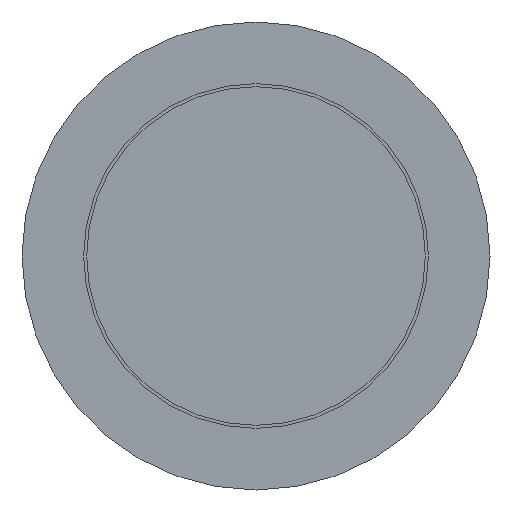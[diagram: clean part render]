
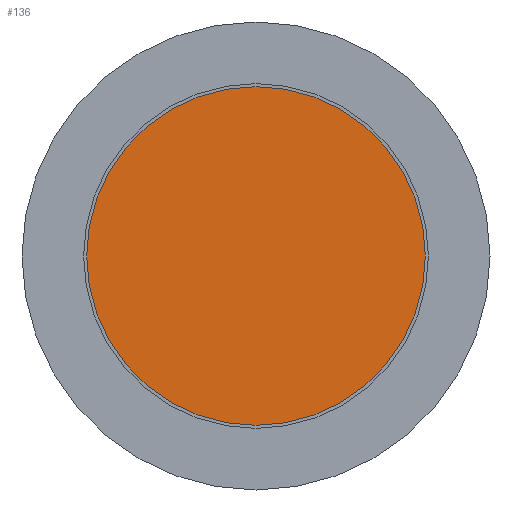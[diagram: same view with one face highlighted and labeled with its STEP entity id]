
A CAD part, front view. The second image highlights one B-rep face of the part: STEP entity #136.
In plain terms, the highlighted planar face has unit normal (0, -1, 0).
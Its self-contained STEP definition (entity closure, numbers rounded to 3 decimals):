
#78 = ORIENTED_EDGE ( 'NONE', *, *, #386, .T. ) ;
#108 = VERTEX_POINT ( 'NONE', #143 ) ;
#136 = ADVANCED_FACE ( 'NONE', ( #305 ), #478, .F. ) ;
#143 = CARTESIAN_POINT ( 'NONE',  ( 0., 0., -13.75 ) ) ;
#178 = CARTESIAN_POINT ( 'NONE',  ( 0., 0., 0. ) ) ;
#180 = AXIS2_PLACEMENT_3D ( 'NONE', #435, #538, #324 ) ;
#252 = EDGE_LOOP ( 'NONE', ( #78 ) ) ;
#305 = FACE_OUTER_BOUND ( 'NONE', #252, .T. ) ;
#323 = AXIS2_PLACEMENT_3D ( 'NONE', #178, #428, #473 ) ;
#324 = DIRECTION ( 'NONE',  ( 0., 0., 1. ) ) ;
#351 = CIRCLE ( 'NONE', #323, 13.75 ) ;
#386 = EDGE_CURVE ( 'NONE', #108, #108, #351, .T. ) ;
#428 = DIRECTION ( 'NONE',  ( 0., -1., 0. ) ) ;
#435 = CARTESIAN_POINT ( 'NONE',  ( -13.75, 0., 0. ) ) ;
#473 = DIRECTION ( 'NONE',  ( 0., 0., -1. ) ) ;
#478 = PLANE ( 'NONE',  #180 ) ;
#538 = DIRECTION ( 'NONE',  ( 0., 1., 0. ) ) ;
